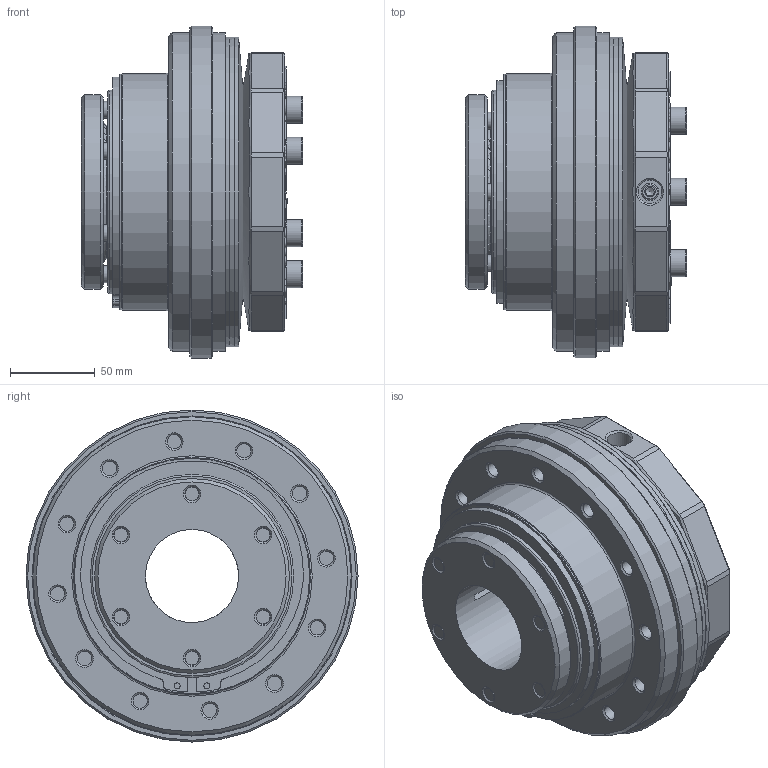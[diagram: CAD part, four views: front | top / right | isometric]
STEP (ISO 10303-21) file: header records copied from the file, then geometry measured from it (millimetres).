
FILE_DESCRIPTION(/* description */ ('Unknown','CAx-IF Rec.Pracs.---Representation and Presentation of Product Manufacturing Information (PMI)---4.0---2014-10-13','CAx-IF Rec.Pracs.---3D Tessellated Geometry---0.4---2014-09-14','2;1'),/* implementation_level */ '2;1');
FILE_NAME(/* name */ 'SKR-K-3200',/* time_stamp */ '2023-03-23T16:55:09+01:00',/* author */ ('Unknown'),/* organization */ ('Unknown'),/* preprocessor_version */ 'ST-DEVELOPER v18.102',/* originating_system */ 'Solid Edge',/* authorisation */ 'Unknown');
FILE_SCHEMA (('AP242_MANAGED_MODEL_BASED_3D_ENGINEERING_MIM_LF { 1 0 10303 442 1 1 4 }'));
Length unit declared in the file: millimetre
Products named in the file (14): 00524400; 27924308; 20124311_oa_0; KT101807; 20424604; 20424309; kt103854; KT103704; 27124315; Text SKR - Logo Serie K3200; 20903298-gespannt; 20824310; 24924312; KT102272
Assembly tree (21 placements, depth 3):
  00524400
    27924308
    20124311_oa_0
    KT101807  x6
    20424604
      20424309
      kt103854
    KT103704
    27124315
    Text SKR - Logo Serie K3200
    20903298-gespannt  x3
    20824310
    24924312
    KT102272  x2
Bounding box: 130.5 x 196 x 196 mm (x, y, z)
Volume: 1883734.6 mm3; surface area: 523896.8 mm2
Topology: 60 solids, 60 shells, 792 faces, 1962 edges, 1297 vertices
Faces by surface type: plane 440, cylinder 139, cone 99, bspline 62, torus 52
Full cylindrical faces by diameter (mm): 3.5 x2, 8.376 x23, 9.225 x2, 10 x14, 10.148 x2, 10.5 x9, 14 x21, 16 x6, 55 x1, 73 x1, 79 x1, 90.232 x1, 92.062 x1, 112 x1, 115 x2, 116 x2, 120 x3, 120.2 x1, 120.5 x1, 125 x2, 139 x1, 140 x1, 145 x2, 150 x1, 188 x2, 189 x2, 196 x1
Entity records: 23477 total; most frequent: CARTESIAN_POINT 8228, ORIENTED_EDGE 2848, DIRECTION 2666, EDGE_CURVE 1424, VERTEX_POINT 1063, AXIS2_PLACEMENT_3D 1062, FACE_BOUND 1045, EDGE_LOOP 1024
